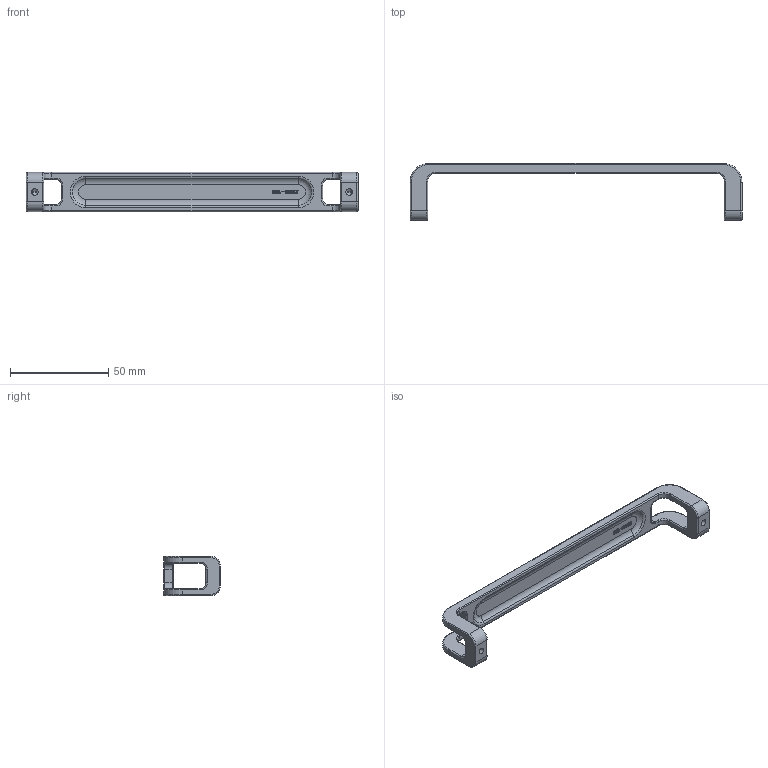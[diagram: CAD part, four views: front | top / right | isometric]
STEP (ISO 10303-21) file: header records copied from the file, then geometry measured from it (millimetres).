
FILE_DESCRIPTION(('Creo Elements/Direct Modeling STEP Export'),'2;1');
FILE_NAME('2285-169.stp','2022-05-04T10:34:54',(''),(''),'Creo Elements/Direct Modeling STEP processor for AP214 (Solid Model)','Creo Elements/Direct Modeling 20.0 12-Nov-2016 (C) Parametric Technology GmbH','');
FILE_SCHEMA(('AUTOMOTIVE_DESIGN { 1 0 10303 214 1 1 1 1 }'));
Length unit declared in the file: millimetre
Products named in the file (1): 2285-169
Bounding box: 169 x 29 x 20 mm (x, y, z)
Volume: 15855.2 mm3; surface area: 10677 mm2
Topology: 1 solids, 1 shells, 546 faces, 1511 edges, 976 vertices
Faces by surface type: plane 426, cylinder 72, torus 44, cone 4
Entity records: 17095 total; most frequent: CARTESIAN_POINT 3018, ORIENTED_EDGE 3014, DIRECTION 2767, EDGE_CURVE 1507, VECTOR 1317, LINE 1317, VERTEX_POINT 976, AXIS2_PLACEMENT_3D 725
